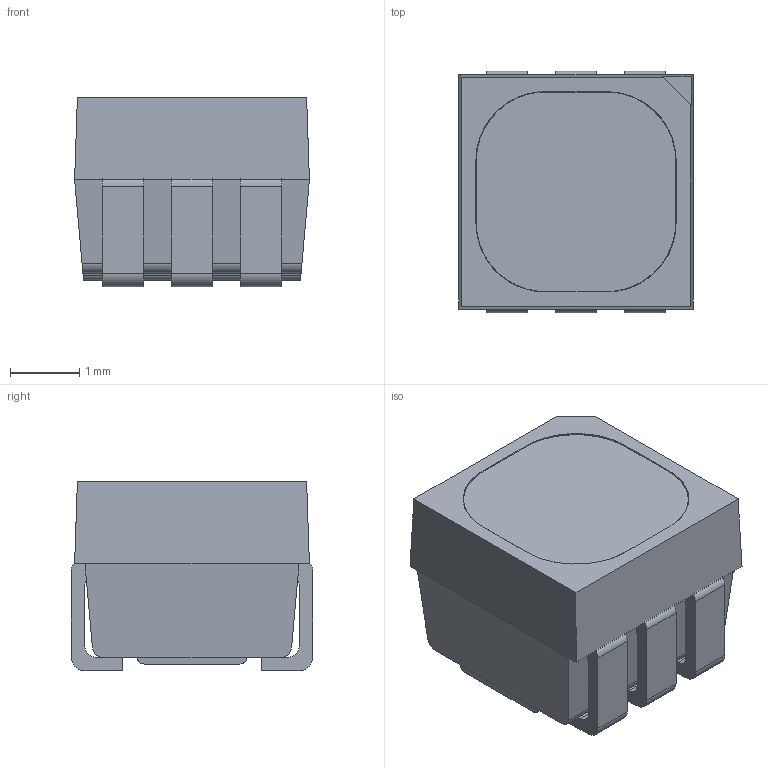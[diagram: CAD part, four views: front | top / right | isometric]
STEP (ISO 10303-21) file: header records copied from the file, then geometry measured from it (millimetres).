
FILE_DESCRIPTION(('FreeCAD Model'),'2;1');
FILE_NAME('Open CASCADE Shape Model','2022-11-15T01:03:49',(''),(''), 'Open CASCADE STEP processor 7.6','FreeCAD','Unknown');
FILE_SCHEMA(('AUTOMOTIVE_DESIGN { 1 0 10303 214 1 1 1 1 }'));
Length unit declared in the file: millimetre
Products named in the file (8): CLX6F-FKC; SOLID; SOLID001; SOLID002; SOLID003; SOLID004; SOLID005; SOLID006
Assembly tree (7 placements, depth 2):
  CLX6F-FKC
    SOLID
    SOLID001
    SOLID002
    SOLID003
    SOLID004
    SOLID005
    SOLID006
Bounding box: 3.4 x 3.5 x 2.75 mm (x, y, z)
Volume: 22.8 mm3; surface area: 99.5 mm2
Topology: 7 solids, 8 shells, 146 faces, 370 edges, 244 vertices
Faces by surface type: plane 96, cylinder 32, bspline 16, torus 2
Entity records: 13637 total; most frequent: CARTESIAN_POINT 6233, DIRECTION 1258, LINE 838, VECTOR 838, ORIENTED_EDGE 740, PCURVE 740, DEFINITIONAL_REPRESENTATION 740, EDGE_CURVE 370
